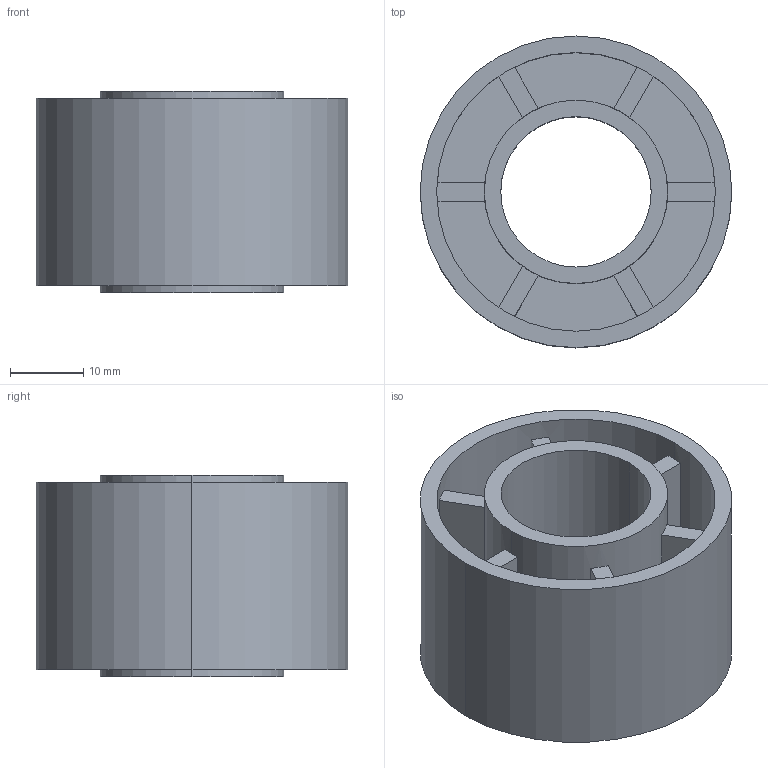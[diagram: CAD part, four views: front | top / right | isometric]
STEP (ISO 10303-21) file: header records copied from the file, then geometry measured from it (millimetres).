
FILE_DESCRIPTION (( 'STEP AP214' ), '1' );
FILE_NAME ('60673244-8D7D-4958-B588-2E54BB4D56B6.STEP', '2023-08-01T13:47:17', ( '' ), ( '' ), 'SwSTEP 2.0', 'SolidWorks 2022', '' );
FILE_SCHEMA (( 'AUTOMOTIVE_DESIGN' ));
Length unit declared in the file: millimetre
Products named in the file (1): 60673244-8D7D-4958-B588-2E54BB4D56B6
Bounding box: 42.5 x 42.5 x 27.5 mm (x, y, z)
Volume: 14272.7 mm3; surface area: 13518.7 mm2
Topology: 1 solids, 1 shells, 39 faces, 114 edges, 76 vertices
Faces by surface type: plane 29, cylinder 10
Entity records: 1382 total; most frequent: DIRECTION 246, CARTESIAN_POINT 230, ORIENTED_EDGE 228, EDGE_CURVE 114, AXIS2_PLACEMENT_3D 92, VERTEX_POINT 76, LINE 62, VECTOR 62
